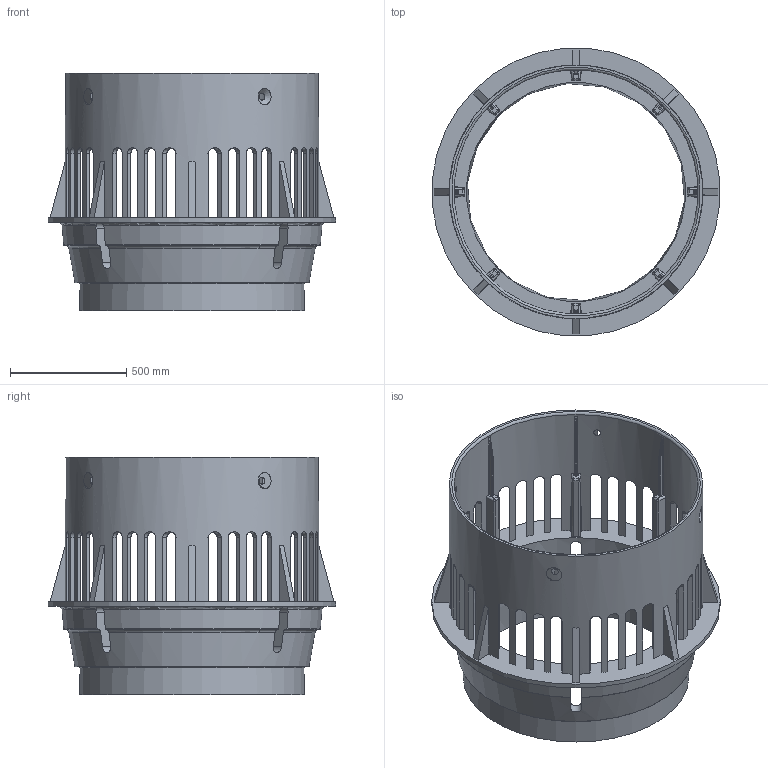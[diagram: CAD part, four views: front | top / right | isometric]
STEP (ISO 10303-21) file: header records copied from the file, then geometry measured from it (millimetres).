
FILE_DESCRIPTION(/* description */ (''),/* implementation_level */ '2;1');
FILE_NAME(/* name */ '16098.070X_3D.stp',/* time_stamp */ '2024-12-12T06:55:37+01:00',/* author */ ('CAD'),/* organization */ (''),/* preprocessor_version */ 'ST-DEVELOPER v20',/* originating_system */ 'AutoCAD Mechanical',/* authorisation */ '');
FILE_SCHEMA (('AUTOMOTIVE_DESIGN { 1 0 10303 214 3 1 1 }'));
Length unit declared in the file: centimetre
Products named in the file (2): Product; *S0
Assembly tree (1 placements, depth 2):
  Product
    *S0
Bounding box: 1235.28 x 1235.28 x 1020 mm (x, y, z)
Volume: 104319005.9 mm3; surface area: 7422504.7 mm2
Topology: 1 solids, 1 shells, 438 faces, 1303 edges, 834 vertices
Faces by surface type: plane 185, cylinder 139, bspline 56, sphere 32, torus 15, cone 11
Full cylindrical faces by diameter (mm): 1050 x1, 1090 x1, 1240 x1
Entity records: 19567 total; most frequent: CARTESIAN_POINT 8236, ORIENTED_EDGE 2604, DIRECTION 2086, EDGE_CURVE 1302, VERTEX_POINT 832, AXIS2_PLACEMENT_3D 749, LINE 588, VECTOR 588
